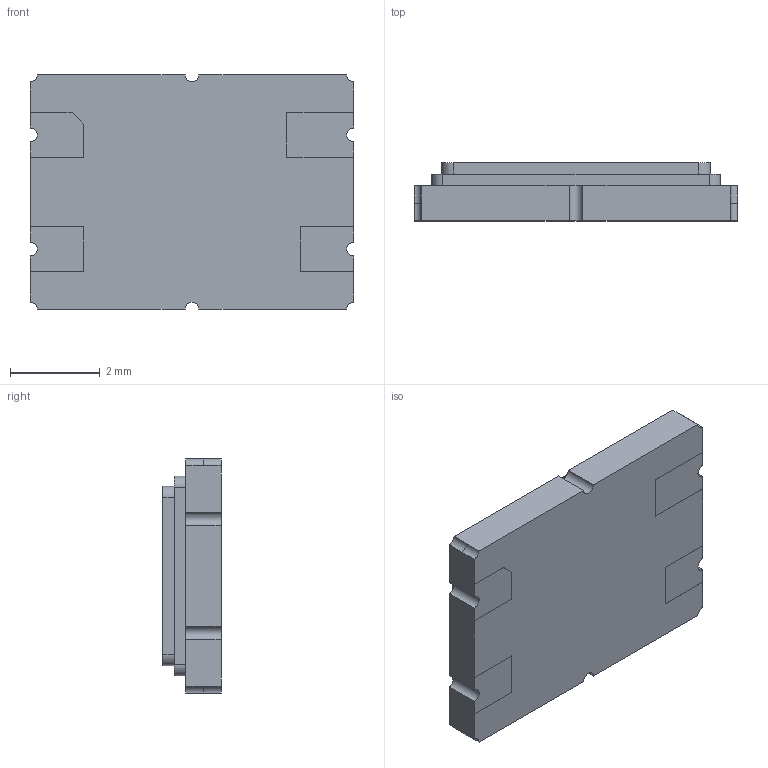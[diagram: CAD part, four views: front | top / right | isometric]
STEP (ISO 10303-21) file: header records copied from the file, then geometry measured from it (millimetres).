
FILE_DESCRIPTION (( 'STEP AP214' ), '1' );
FILE_NAME ('ABMM.STEP', '2013-07-24T10:59:22', ( '' ), ( '' ), 'SwSTEP 2.0', 'SolidWorks 2012', '' );
FILE_SCHEMA (( 'AUTOMOTIVE_DESIGN' ));
Length unit declared in the file: inch
Products named in the file (1): ABMM
Bounding box: 7.19 x 1.3 x 5.21 mm (x, y, z)
Volume: 42.5 mm3; surface area: 104.9 mm2
Topology: 1 solids, 1 shells, 139 faces, 376 edges, 248 vertices
Faces by surface type: plane 100, cylinder 23, bspline 16
Entity records: 6814 total; most frequent: CARTESIAN_POINT 1548, ORIENTED_EDGE 752, DIRECTION 634, EDGE_CURVE 376, LINE 302, VECTOR 302, VERTEX_POINT 248, AXIS2_PLACEMENT_3D 166
